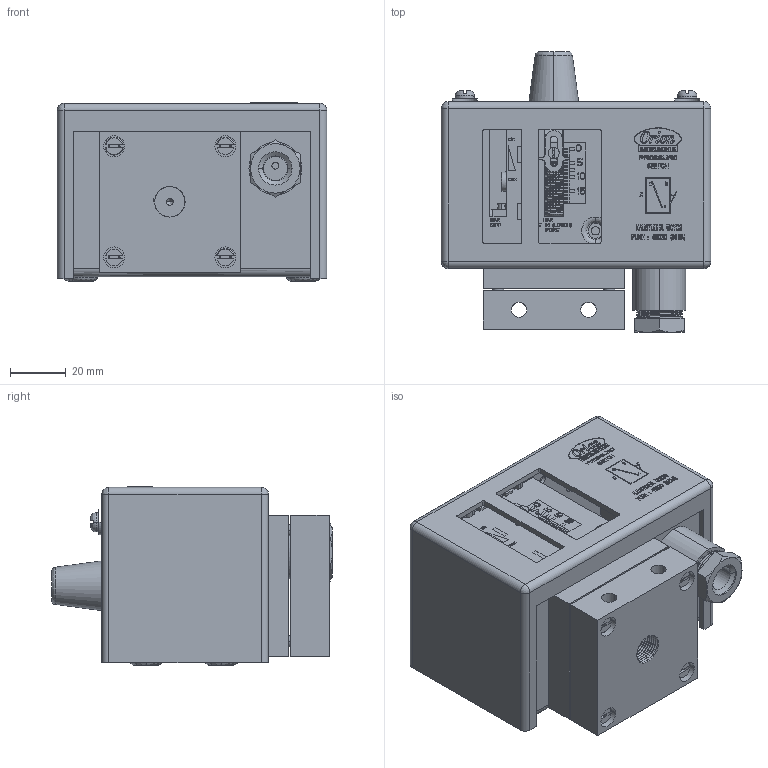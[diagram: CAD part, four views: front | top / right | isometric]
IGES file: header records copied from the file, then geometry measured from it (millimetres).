
Start section:  PTC IGES file: MG HIGH RANGE.igs
Global section: file name: MG HIGH RANGE.igs; native system: Pro/ENGINEER by Parametric Technology Corporation; preprocessor: 2010180; author: user; organization: Unknown; date: 20121228.145532; units: millimetre
Bounding box: 97 x 101 x 64.05 mm (x, y, z)
Surface area: 93542.2 mm2 (no closed solid volume)
Topology: 0 solids, 0 shells, 831 faces, 8195 edges, 8190 vertices
Faces by surface type: bspline 425, revolution 406
